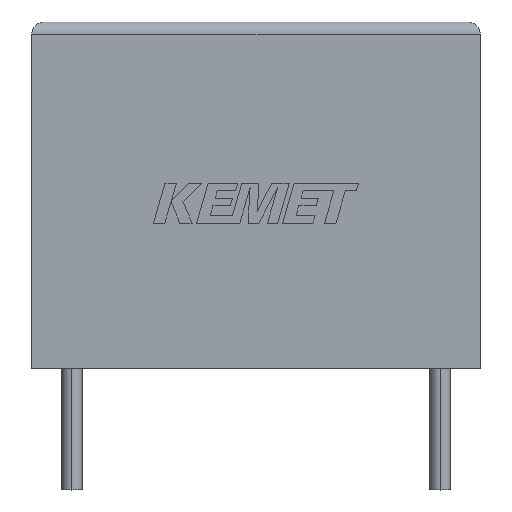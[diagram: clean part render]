
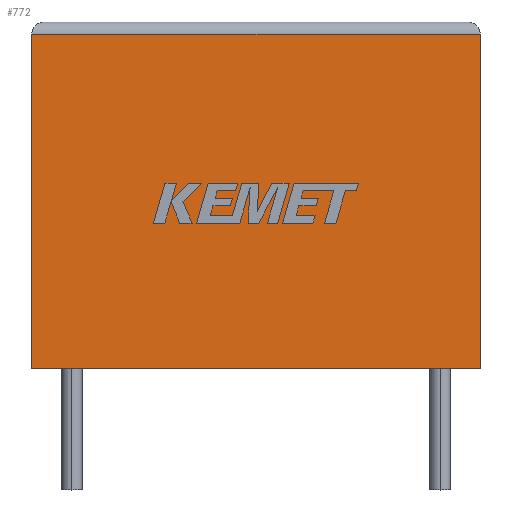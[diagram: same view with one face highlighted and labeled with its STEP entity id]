
A CAD part, top view. The second image highlights one B-rep face of the part: STEP entity #772.
In plain terms, the highlighted planar face has unit normal (0, 0, 1).
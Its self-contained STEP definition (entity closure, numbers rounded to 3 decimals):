
#27 = CARTESIAN_POINT ( 'NONE',  ( 0., 13.8, 8.5 ) ) ;
#125 = FACE_OUTER_BOUND ( 'NONE', #2146, .T. ) ;
#172 = ORIENTED_EDGE ( 'NONE', *, *, #656, .T. ) ;
#288 = VECTOR ( 'NONE', #2076, 1000. ) ;
#311 = LINE ( 'NONE', #1112, #1022 ) ;
#339 = CARTESIAN_POINT ( 'NONE',  ( 0., 0., 8.5 ) ) ;
#456 = EDGE_CURVE ( 'NONE', #604, #1955, #1738, .T. ) ;
#491 = CARTESIAN_POINT ( 'NONE',  ( 18.5, 13.8, 8.5 ) ) ;
#556 = EDGE_CURVE ( 'NONE', #2236, #604, #2004, .T. ) ;
#588 = DIRECTION ( 'NONE',  ( 1., 0., 0. ) ) ;
#604 = VERTEX_POINT ( 'NONE', #1170 ) ;
#656 = EDGE_CURVE ( 'NONE', #1955, #1237, #2156, .T. ) ;
#677 = VECTOR ( 'NONE', #588, 1000. ) ;
#772 = ADVANCED_FACE ( 'NONE', ( #125 ), #1848, .F. ) ;
#891 = ORIENTED_EDGE ( 'NONE', *, *, #908, .T. ) ;
#908 = EDGE_CURVE ( 'NONE', #1237, #2236, #311, .T. ) ;
#1022 = VECTOR ( 'NONE', #1490, 1000. ) ;
#1112 = CARTESIAN_POINT ( 'NONE',  ( 0., 0., 8.5 ) ) ;
#1131 = CARTESIAN_POINT ( 'NONE',  ( 18.5, 0., 8.5 ) ) ;
#1170 = CARTESIAN_POINT ( 'NONE',  ( 18.5, 0., 8.5 ) ) ;
#1237 = VERTEX_POINT ( 'NONE', #1634 ) ;
#1379 = DIRECTION ( 'NONE',  ( -1., 0., 0. ) ) ;
#1490 = DIRECTION ( 'NONE',  ( 0., -1., 0. ) ) ;
#1542 = CARTESIAN_POINT ( 'NONE',  ( 0., 0., 8.5 ) ) ;
#1582 = ORIENTED_EDGE ( 'NONE', *, *, #556, .T. ) ;
#1634 = CARTESIAN_POINT ( 'NONE',  ( 0., 13.8, 8.5 ) ) ;
#1658 = DIRECTION ( 'NONE',  ( 0., 0., -1. ) ) ;
#1738 = LINE ( 'NONE', #1131, #288 ) ;
#1790 = VECTOR ( 'NONE', #1379, 1000. ) ;
#1848 = PLANE ( 'NONE',  #2163 ) ;
#1955 = VERTEX_POINT ( 'NONE', #491 ) ;
#2004 = LINE ( 'NONE', #1542, #677 ) ;
#2047 = ORIENTED_EDGE ( 'NONE', *, *, #456, .T. ) ;
#2076 = DIRECTION ( 'NONE',  ( 0., 1., 0. ) ) ;
#2146 = EDGE_LOOP ( 'NONE', ( #2047, #172, #891, #1582 ) ) ;
#2156 = LINE ( 'NONE', #27, #1790 ) ;
#2163 = AXIS2_PLACEMENT_3D ( 'NONE', #339, #1658, #2234 ) ;
#2234 = DIRECTION ( 'NONE',  ( -1., 0., 0. ) ) ;
#2236 = VERTEX_POINT ( 'NONE', #2439 ) ;
#2439 = CARTESIAN_POINT ( 'NONE',  ( 0., 0., 8.5 ) ) ;
